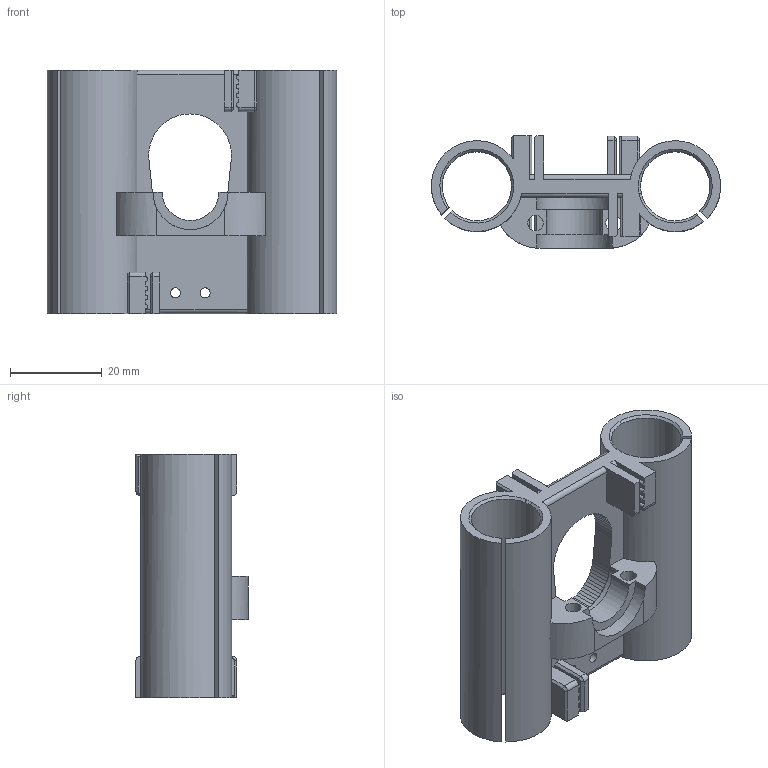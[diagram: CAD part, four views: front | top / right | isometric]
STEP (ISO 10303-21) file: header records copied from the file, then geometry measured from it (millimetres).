
FILE_DESCRIPTION(('FreeCAD Model'),'2;1');
FILE_NAME('FB2020_Carriage.step', '2018-05-17T01:31:32',('Author'),(''), 'Open CASCADE STEP processor 6.8','FreeCAD','Unknown');
FILE_SCHEMA(('AUTOMOTIVE_DESIGN { 1 0 10303 214 1 1 1 1 }'));
Length unit declared in the file: millimetre
Products named in the file (1): Carriage_Complete
Bounding box: 63.03 x 24.5 x 53 mm (x, y, z)
Volume: 21079.9 mm3; surface area: 16641.6 mm2
Topology: 1 solids, 1 shells, 241 faces, 708 edges, 470 vertices
Faces by surface type: plane 177, cylinder 48, cone 16
Full cylindrical faces by diameter (mm): 2.2 x2, 3.4 x2, 6 x1
Entity records: 19781 total; most frequent: CARTESIAN_POINT 6320, DIRECTION 2350, LINE 1475, VECTOR 1475, ORIENTED_EDGE 1416, PCURVE 1416, DEFINITIONAL_REPRESENTATION 1416, EDGE_CURVE 708
